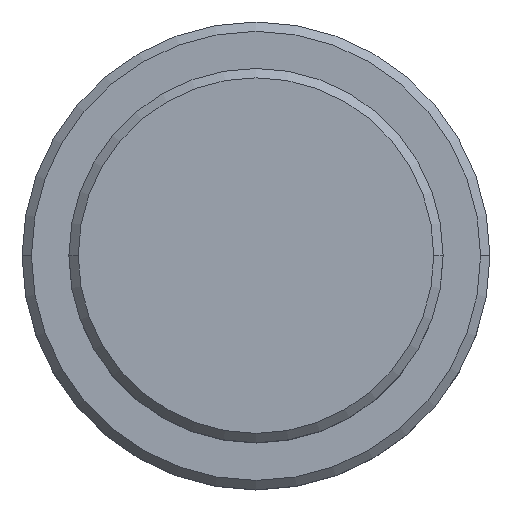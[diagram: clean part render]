
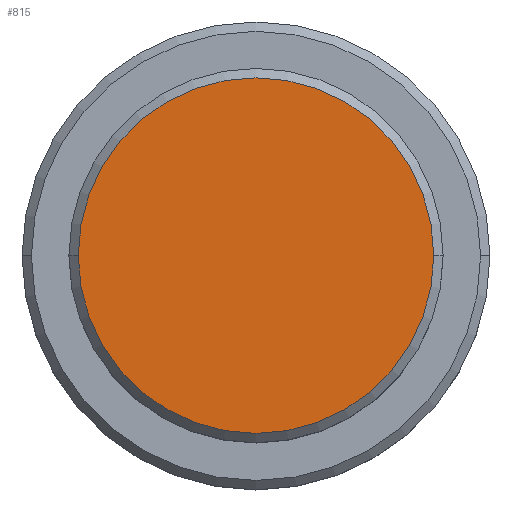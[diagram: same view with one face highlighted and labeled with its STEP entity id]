
A CAD part, top view. The second image highlights one B-rep face of the part: STEP entity #815.
In plain terms, the highlighted planar face has unit normal (0, 0, 1).
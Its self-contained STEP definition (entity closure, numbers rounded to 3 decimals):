
#25 = EDGE_CURVE ( 'NONE', #1094, #142, #325, .T. ) ;
#77 = DIRECTION ( 'NONE',  ( 1., 0., 0. ) ) ;
#103 = ORIENTED_EDGE ( 'NONE', *, *, #298, .T. ) ;
#142 = VERTEX_POINT ( 'NONE', #993 ) ;
#146 = DIRECTION ( 'NONE',  ( 0., 0., 1. ) ) ;
#163 = DIRECTION ( 'NONE',  ( 0., 0., 1. ) ) ;
#224 = ORIENTED_EDGE ( 'NONE', *, *, #25, .T. ) ;
#240 = AXIS2_PLACEMENT_3D ( 'NONE', #369, #146, #590 ) ;
#298 = EDGE_CURVE ( 'NONE', #142, #1094, #347, .T. ) ;
#302 = EDGE_LOOP ( 'NONE', ( #103, #224 ) ) ;
#318 = CARTESIAN_POINT ( 'NONE',  ( 0., 0., 0. ) ) ;
#325 = CIRCLE ( 'NONE', #1312, 9.5 ) ;
#347 = CIRCLE ( 'NONE', #802, 9.5 ) ;
#369 = CARTESIAN_POINT ( 'NONE',  ( 0., 0., 0. ) ) ;
#503 = CARTESIAN_POINT ( 'NONE',  ( 0., 0., 0. ) ) ;
#590 = DIRECTION ( 'NONE',  ( 1., 0., 0. ) ) ;
#658 = DIRECTION ( 'NONE',  ( 0., 0., 1. ) ) ;
#802 = AXIS2_PLACEMENT_3D ( 'NONE', #503, #163, #1251 ) ;
#815 = ADVANCED_FACE ( 'NONE', ( #1139 ), #1333, .T. ) ;
#993 = CARTESIAN_POINT ( 'NONE',  ( -9.5, 0., 0. ) ) ;
#1094 = VERTEX_POINT ( 'NONE', #1196 ) ;
#1139 = FACE_OUTER_BOUND ( 'NONE', #302, .T. ) ;
#1196 = CARTESIAN_POINT ( 'NONE',  ( 9.5, 0., 0. ) ) ;
#1251 = DIRECTION ( 'NONE',  ( 1., 0., 0. ) ) ;
#1312 = AXIS2_PLACEMENT_3D ( 'NONE', #318, #658, #77 ) ;
#1333 = PLANE ( 'NONE',  #240 ) ;
